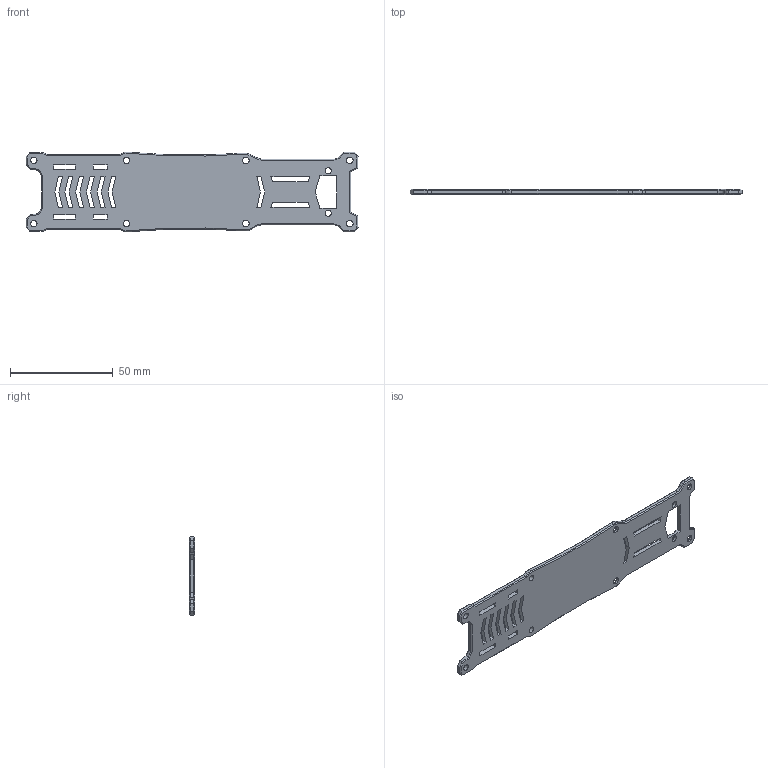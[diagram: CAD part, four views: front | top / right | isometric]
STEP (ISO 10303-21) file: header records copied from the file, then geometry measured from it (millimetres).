
FILE_DESCRIPTION(/* description */ (''),/* implementation_level */ '2;1');
FILE_NAME(/* name */ 'top_plate_x1.step',/* time_stamp */ '2023-09-14T20:53:21-03:00',/* author */ (''),/* organization */ (''),/* preprocessor_version */ 'ST-DEVELOPER v20',/* originating_system */ 'Autodesk Translation Framework v12.9.0.99',/* authorisation */ '');
FILE_SCHEMA (('AUTOMOTIVE_DESIGN { 1 0 10303 214 3 1 1 }'));
Length unit declared in the file: millimetre
Products named in the file (1): top_plate
Bounding box: 161.19 x 2.5 x 38.64 mm (x, y, z)
Volume: 11847.9 mm3; surface area: 11933.1 mm2
Topology: 1 solids, 1 shells, 334 faces, 827 edges, 499 vertices
Faces by surface type: plane 246, cone 32, bspline 30, cylinder 26
Full cylindrical faces by diameter (mm): 3 x2, 3.05 x4, 3.2 x4
Entity records: 9801 total; most frequent: CARTESIAN_POINT 1987, ORIENTED_EDGE 1654, DIRECTION 1466, EDGE_CURVE 827, LINE 678, VECTOR 678, VERTEX_POINT 499, AXIS2_PLACEMENT_3D 394
